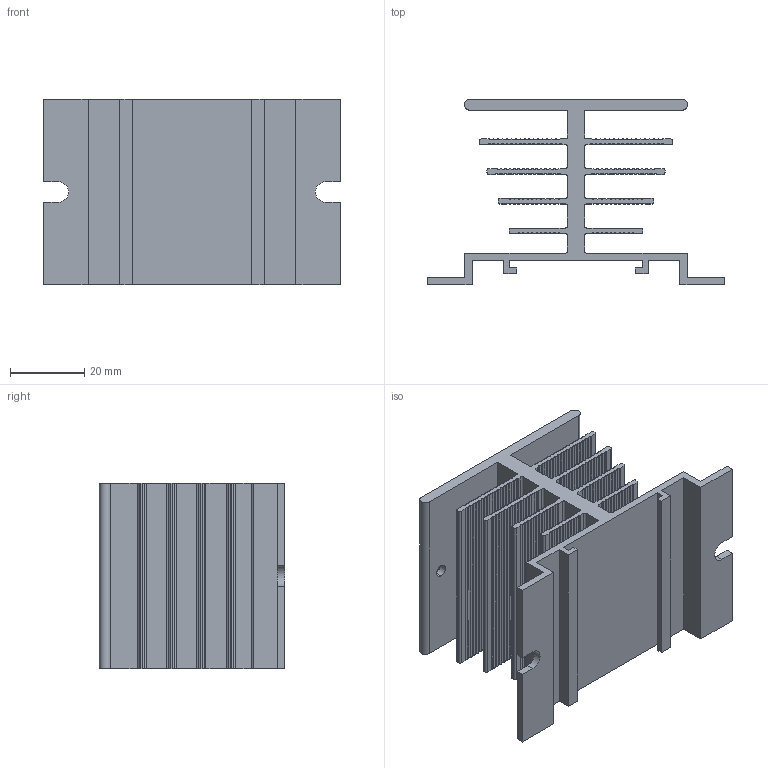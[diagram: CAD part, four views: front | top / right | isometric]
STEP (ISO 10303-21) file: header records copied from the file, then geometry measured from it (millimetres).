
FILE_DESCRIPTION (( 'STEP AP203' ), '1' );
FILE_NAME ('PTP060.STEP', '2020-12-17T07:26:39', ( 'Pavel' ), ( '' ), 'SwSTEP 2.0', 'SolidWorks 2016', '' );
FILE_SCHEMA (( 'CONFIG_CONTROL_DESIGN' ));
Length unit declared in the file: millimetre
Products named in the file (2): PTP060
Bounding box: 80 x 50 x 50 mm (x, y, z)
Volume: 38522.6 mm3; surface area: 38118.8 mm2
Topology: 1 solids, 1 shells, 577 faces, 1717 edges, 1142 vertices
Faces by surface type: cylinder 483, plane 86, cone 8
Entity records: 20072 total; most frequent: DIRECTION 3849, CARTESIAN_POINT 3438, ORIENTED_EDGE 3434, EDGE_CURVE 1717, AXIS2_PLACEMENT_3D 1553, VERTEX_POINT 1142, CIRCLE 974, VECTOR 743
